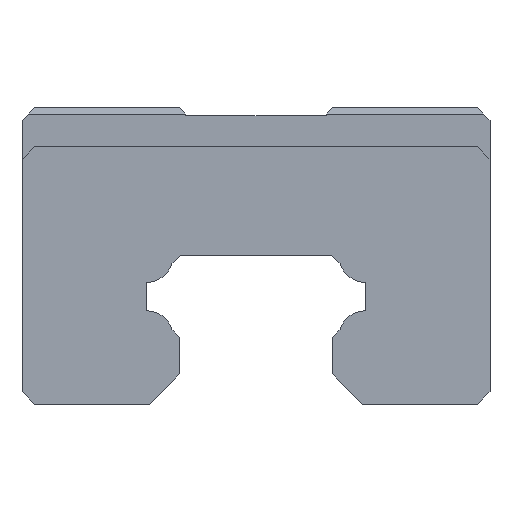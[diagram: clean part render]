
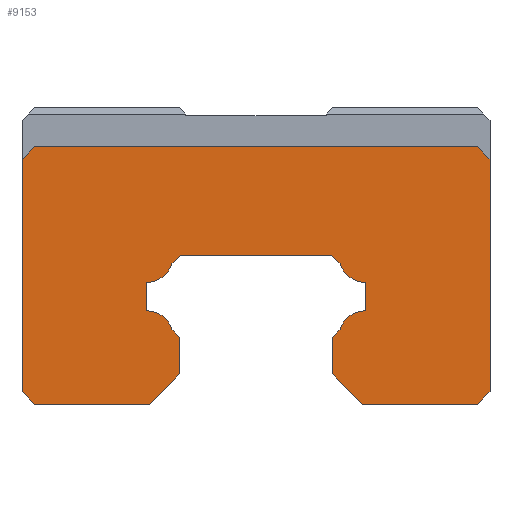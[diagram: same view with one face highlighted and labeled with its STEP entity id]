
A CAD part, front view. The second image highlights one B-rep face of the part: STEP entity #9153.
In plain terms, the highlighted planar face has unit normal (0, -1, 0).
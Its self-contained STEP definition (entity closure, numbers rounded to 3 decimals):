
#31=CIRCLE('',#9441,3.367);
#32=CIRCLE('',#9442,3.367);
#33=CIRCLE('',#9443,3.367);
#34=CIRCLE('',#9444,3.367);
#1191=FACE_OUTER_BOUND('',#1724,.T.);
#1724=EDGE_LOOP('',(#8183,#8184,#8185,#8186,#8187,#8188,#8189,#8190,#8191,
#8192,#8193,#8194,#8195,#8196,#8197,#8198,#8199,#8200,#8201,#8202,#8203,
#8204,#8205,#8206));
#2564=LINE('',#16251,#3446);
#2569=LINE('',#16267,#3451);
#2571=LINE('',#16271,#3453);
#2578=LINE('',#16285,#3460);
#2579=LINE('',#16287,#3461);
#2580=LINE('',#16289,#3462);
#2581=LINE('',#16291,#3463);
#2582=LINE('',#16295,#3464);
#2583=LINE('',#16299,#3465);
#2584=LINE('',#16301,#3466);
#2585=LINE('',#16303,#3467);
#2586=LINE('',#16307,#3468);
#2587=LINE('',#16311,#3469);
#2588=LINE('',#16313,#3470);
#2589=LINE('',#16315,#3471);
#2590=LINE('',#16317,#3472);
#2591=LINE('',#16319,#3473);
#2592=LINE('',#16321,#3474);
#2593=LINE('',#16322,#3475);
#2594=LINE('',#16323,#3476);
#3446=VECTOR('',#10725,10.);
#3451=VECTOR('',#10742,10.);
#3453=VECTOR('',#10746,10.);
#3460=VECTOR('',#10755,10.);
#3461=VECTOR('',#10756,10.);
#3462=VECTOR('',#10757,10.);
#3463=VECTOR('',#10758,10.);
#3464=VECTOR('',#10761,10.);
#3465=VECTOR('',#10764,10.);
#3466=VECTOR('',#10765,10.);
#3467=VECTOR('',#10766,10.);
#3468=VECTOR('',#10769,10.);
#3469=VECTOR('',#10772,10.);
#3470=VECTOR('',#10773,10.);
#3471=VECTOR('',#10774,10.);
#3472=VECTOR('',#10775,10.);
#3473=VECTOR('',#10776,10.);
#3474=VECTOR('',#10777,10.);
#3475=VECTOR('',#10778,10.);
#3476=VECTOR('',#10779,10.);
#4359=VERTEX_POINT('',#16247);
#4361=VERTEX_POINT('',#16250);
#4365=VERTEX_POINT('',#16264);
#4366=VERTEX_POINT('',#16266);
#4367=VERTEX_POINT('',#16270);
#4373=VERTEX_POINT('',#16284);
#4374=VERTEX_POINT('',#16286);
#4375=VERTEX_POINT('',#16288);
#4376=VERTEX_POINT('',#16290);
#4377=VERTEX_POINT('',#16292);
#4378=VERTEX_POINT('',#16294);
#4379=VERTEX_POINT('',#16296);
#4380=VERTEX_POINT('',#16298);
#4381=VERTEX_POINT('',#16300);
#4382=VERTEX_POINT('',#16302);
#4383=VERTEX_POINT('',#16304);
#4384=VERTEX_POINT('',#16306);
#4385=VERTEX_POINT('',#16308);
#4386=VERTEX_POINT('',#16310);
#4387=VERTEX_POINT('',#16312);
#4388=VERTEX_POINT('',#16314);
#4389=VERTEX_POINT('',#16316);
#4390=VERTEX_POINT('',#16318);
#4391=VERTEX_POINT('',#16320);
#5652=EDGE_CURVE('',#4361,#4359,#2564,.T.);
#5657=EDGE_CURVE('',#4365,#4366,#2569,.T.);
#5659=EDGE_CURVE('',#4367,#4366,#2571,.T.);
#5666=EDGE_CURVE('',#4365,#4373,#2578,.T.);
#5667=EDGE_CURVE('',#4373,#4374,#2579,.T.);
#5668=EDGE_CURVE('',#4374,#4375,#2580,.T.);
#5669=EDGE_CURVE('',#4375,#4376,#2581,.T.);
#5670=EDGE_CURVE('',#4376,#4377,#31,.T.);
#5671=EDGE_CURVE('',#4377,#4378,#2582,.T.);
#5672=EDGE_CURVE('',#4378,#4379,#32,.T.);
#5673=EDGE_CURVE('',#4379,#4380,#2583,.T.);
#5674=EDGE_CURVE('',#4380,#4381,#2584,.T.);
#5675=EDGE_CURVE('',#4381,#4382,#2585,.T.);
#5676=EDGE_CURVE('',#4382,#4383,#33,.T.);
#5677=EDGE_CURVE('',#4383,#4384,#2586,.T.);
#5678=EDGE_CURVE('',#4384,#4385,#34,.T.);
#5679=EDGE_CURVE('',#4385,#4386,#2587,.T.);
#5680=EDGE_CURVE('',#4386,#4387,#2588,.T.);
#5681=EDGE_CURVE('',#4387,#4388,#2589,.T.);
#5682=EDGE_CURVE('',#4388,#4389,#2590,.T.);
#5683=EDGE_CURVE('',#4390,#4389,#2591,.T.);
#5684=EDGE_CURVE('',#4390,#4391,#2592,.T.);
#5685=EDGE_CURVE('',#4361,#4391,#2593,.T.);
#5686=EDGE_CURVE('',#4367,#4359,#2594,.T.);
#8183=ORIENTED_EDGE('',*,*,#5657,.F.);
#8184=ORIENTED_EDGE('',*,*,#5666,.T.);
#8185=ORIENTED_EDGE('',*,*,#5667,.T.);
#8186=ORIENTED_EDGE('',*,*,#5668,.T.);
#8187=ORIENTED_EDGE('',*,*,#5669,.T.);
#8188=ORIENTED_EDGE('',*,*,#5670,.T.);
#8189=ORIENTED_EDGE('',*,*,#5671,.T.);
#8190=ORIENTED_EDGE('',*,*,#5672,.T.);
#8191=ORIENTED_EDGE('',*,*,#5673,.T.);
#8192=ORIENTED_EDGE('',*,*,#5674,.T.);
#8193=ORIENTED_EDGE('',*,*,#5675,.T.);
#8194=ORIENTED_EDGE('',*,*,#5676,.T.);
#8195=ORIENTED_EDGE('',*,*,#5677,.T.);
#8196=ORIENTED_EDGE('',*,*,#5678,.T.);
#8197=ORIENTED_EDGE('',*,*,#5679,.T.);
#8198=ORIENTED_EDGE('',*,*,#5680,.T.);
#8199=ORIENTED_EDGE('',*,*,#5681,.T.);
#8200=ORIENTED_EDGE('',*,*,#5682,.T.);
#8201=ORIENTED_EDGE('',*,*,#5683,.F.);
#8202=ORIENTED_EDGE('',*,*,#5684,.T.);
#8203=ORIENTED_EDGE('',*,*,#5685,.F.);
#8204=ORIENTED_EDGE('',*,*,#5652,.T.);
#8205=ORIENTED_EDGE('',*,*,#5686,.F.);
#8206=ORIENTED_EDGE('',*,*,#5659,.T.);
#8674=PLANE('',#9440);
#9153=ADVANCED_FACE('',(#1191),#8674,.T.);
#9440=AXIS2_PLACEMENT_3D('',#16283,#10753,#10754);
#9441=AXIS2_PLACEMENT_3D('',#16293,#10759,#10760);
#9442=AXIS2_PLACEMENT_3D('',#16297,#10762,#10763);
#9443=AXIS2_PLACEMENT_3D('',#16305,#10767,#10768);
#9444=AXIS2_PLACEMENT_3D('',#16309,#10770,#10771);
#10725=DIRECTION('',(-1.,0.,0.));
#10742=DIRECTION('',(-0.707,0.,0.707));
#10746=DIRECTION('',(0.,0.,-1.));
#10753=DIRECTION('center_axis',(0.,-1.,0.));
#10754=DIRECTION('ref_axis',(0.,0.,-1.));
#10755=DIRECTION('',(1.,0.,0.));
#10756=DIRECTION('',(0.707,0.,0.707));
#10757=DIRECTION('',(0.,0.,1.));
#10758=DIRECTION('',(-0.707,0.,0.707));
#10759=DIRECTION('center_axis',(0.,-1.,0.));
#10760=DIRECTION('ref_axis',(0.96,0.,0.281));
#10761=DIRECTION('',(0.,0.,1.));
#10762=DIRECTION('center_axis',(0.,-1.,0.));
#10763=DIRECTION('ref_axis',(-0.03,0.,-1.));
#10764=DIRECTION('',(0.707,0.,0.707));
#10765=DIRECTION('',(1.,0.,0.));
#10766=DIRECTION('',(0.707,0.,-0.707));
#10767=DIRECTION('center_axis',(0.,-1.,0.));
#10768=DIRECTION('ref_axis',(-0.96,0.,-0.281));
#10769=DIRECTION('',(0.,0.,-1.));
#10770=DIRECTION('center_axis',(0.,-1.,0.));
#10771=DIRECTION('ref_axis',(0.03,0.,1.));
#10772=DIRECTION('',(-0.707,0.,-0.707));
#10773=DIRECTION('',(0.,0.,-1.));
#10774=DIRECTION('',(0.707,0.,-0.707));
#10775=DIRECTION('',(1.,0.,0.));
#10776=DIRECTION('',(-0.707,0.,-0.707));
#10777=DIRECTION('',(0.,0.,1.));
#10778=DIRECTION('',(0.707,0.,-0.707));
#10779=DIRECTION('',(0.707,0.,0.707));
#16247=CARTESIAN_POINT('',(-28.4,-49.75,40.));
#16250=CARTESIAN_POINT('',(28.4,-49.75,40.));
#16251=CARTESIAN_POINT('',(30.,-49.75,40.));
#16264=CARTESIAN_POINT('',(-28.4,-49.75,7.));
#16266=CARTESIAN_POINT('',(-30.,-49.75,8.6));
#16267=CARTESIAN_POINT('',(-26.019,-49.75,4.619));
#16270=CARTESIAN_POINT('',(-30.,-49.75,38.4));
#16271=CARTESIAN_POINT('',(-30.,-49.75,45.));
#16283=CARTESIAN_POINT('Origin',(0.,-49.75,24.278));
#16284=CARTESIAN_POINT('',(-13.655,-49.75,7.));
#16285=CARTESIAN_POINT('',(-30.,-49.75,7.));
#16286=CARTESIAN_POINT('',(-9.781,-49.75,10.875));
#16287=CARTESIAN_POINT('',(-13.655,-49.75,7.));
#16288=CARTESIAN_POINT('',(-9.781,-49.75,15.559));
#16289=CARTESIAN_POINT('',(-9.781,-49.75,10.875));
#16290=CARTESIAN_POINT('',(-10.769,-49.75,16.547));
#16291=CARTESIAN_POINT('',(-9.781,-49.75,15.559));
#16292=CARTESIAN_POINT('',(-14.1,-49.75,18.965));
#16293=CARTESIAN_POINT('Origin',(-14.,-49.75,15.6));
#16294=CARTESIAN_POINT('',(-14.1,-49.75,22.635));
#16295=CARTESIAN_POINT('',(-14.1,-49.75,18.965));
#16296=CARTESIAN_POINT('',(-10.769,-49.75,25.053));
#16297=CARTESIAN_POINT('Origin',(-14.,-49.75,26.));
#16298=CARTESIAN_POINT('',(-9.722,-49.75,26.1));
#16299=CARTESIAN_POINT('',(-10.769,-49.75,25.053));
#16300=CARTESIAN_POINT('',(9.722,-49.75,26.1));
#16301=CARTESIAN_POINT('',(-9.722,-49.75,26.1));
#16302=CARTESIAN_POINT('',(10.769,-49.75,25.053));
#16303=CARTESIAN_POINT('',(9.722,-49.75,26.1));
#16304=CARTESIAN_POINT('',(14.1,-49.75,22.635));
#16305=CARTESIAN_POINT('Origin',(14.,-49.75,26.));
#16306=CARTESIAN_POINT('',(14.1,-49.75,18.965));
#16307=CARTESIAN_POINT('',(14.1,-49.75,22.635));
#16308=CARTESIAN_POINT('',(10.769,-49.75,16.547));
#16309=CARTESIAN_POINT('Origin',(14.,-49.75,15.6));
#16310=CARTESIAN_POINT('',(9.781,-49.75,15.559));
#16311=CARTESIAN_POINT('',(10.769,-49.75,16.547));
#16312=CARTESIAN_POINT('',(9.781,-49.75,10.875));
#16313=CARTESIAN_POINT('',(9.781,-49.75,15.559));
#16314=CARTESIAN_POINT('',(13.655,-49.75,7.));
#16315=CARTESIAN_POINT('',(9.781,-49.75,10.875));
#16316=CARTESIAN_POINT('',(28.4,-49.75,7.));
#16317=CARTESIAN_POINT('',(13.655,-49.75,7.));
#16318=CARTESIAN_POINT('',(30.,-49.75,8.6));
#16319=CARTESIAN_POINT('',(26.019,-49.75,4.619));
#16320=CARTESIAN_POINT('',(30.,-49.75,38.4));
#16321=CARTESIAN_POINT('',(30.,-49.75,7.));
#16322=CARTESIAN_POINT('',(25.631,-49.75,42.769));
#16323=CARTESIAN_POINT('',(-25.631,-49.75,42.769));
